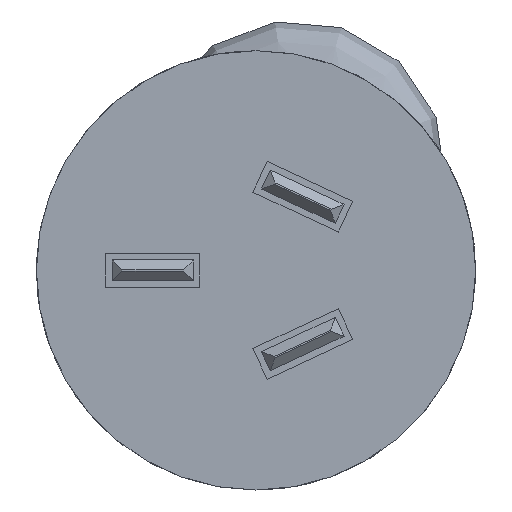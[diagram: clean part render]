
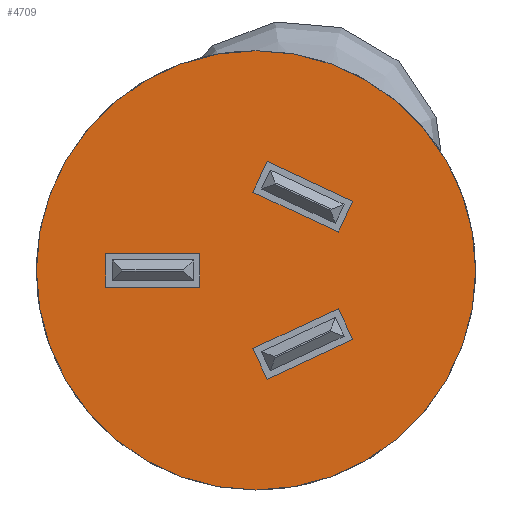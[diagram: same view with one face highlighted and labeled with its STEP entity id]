
A CAD part, left-side view. The second image highlights one B-rep face of the part: STEP entity #4709.
In plain terms, the highlighted face is planar.
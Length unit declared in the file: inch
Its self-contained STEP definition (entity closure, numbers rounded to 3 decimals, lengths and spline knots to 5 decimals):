
#19 = EDGE_CURVE ( 'NONE', #6554, #4377, #7362, .T. ) ;
#23 = CIRCLE ( 'NONE', #265, 0.675 ) ;
#75 = VECTOR ( 'NONE', #2702, 39.37008 ) ;
#104 = DIRECTION ( 'NONE',  ( -0.423, -0.906, 0. ) ) ;
#167 = EDGE_CURVE ( 'NONE', #6721, #7020, #5379, .T. ) ;
#208 = CARTESIAN_POINT ( 'NONE',  ( 0.24033, 0.00971, -1.9685 ) ) ;
#212 = EDGE_CURVE ( 'NONE', #4365, #7864, #7987, .T. ) ;
#265 = AXIS2_PLACEMENT_3D ( 'NONE', #1366, #3267, #3841 ) ;
#296 = ORIENTED_EDGE ( 'NONE', *, *, #212, .F. ) ;
#811 = EDGE_CURVE ( 'NONE', #1227, #3338, #4183, .T. ) ;
#899 = VECTOR ( 'NONE', #948, 39.37008 ) ;
#905 = CARTESIAN_POINT ( 'NONE',  ( 0.11777, -0.25312, -1.9685 ) ) ;
#948 = DIRECTION ( 'NONE',  ( 0.423, 0.906, 0. ) ) ;
#1072 = ORIENTED_EDGE ( 'NONE', *, *, #1742, .F. ) ;
#1227 = VERTEX_POINT ( 'NONE', #1416 ) ;
#1251 = DIRECTION ( 'NONE',  ( -0.906, -0.423, 0. ) ) ;
#1366 = CARTESIAN_POINT ( 'NONE',  ( 0., 0., -1.9685 ) ) ;
#1386 = AXIS2_PLACEMENT_3D ( 'NONE', #2392, #3004, #4199 ) ;
#1416 = CARTESIAN_POINT ( 'NONE',  ( 0.05209, 0.46236, -1.9685 ) ) ;
#1468 = VECTOR ( 'NONE', #104, 39.37008 ) ;
#1528 = DIRECTION ( 'NONE',  ( -1., 0., 0. ) ) ;
#1561 = VECTOR ( 'NONE', #7228, 39.37008 ) ;
#1689 = VECTOR ( 'NONE', #3596, 39.37008 ) ;
#1741 = FACE_BOUND ( 'NONE', #5569, .T. ) ;
#1742 = EDGE_CURVE ( 'NONE', #3338, #6554, #4103, .T. ) ;
#1775 = LINE ( 'NONE', #2960, #3720 ) ;
#2117 = VERTEX_POINT ( 'NONE', #4659 ) ;
#2200 = VECTOR ( 'NONE', #5275, 39.37008 ) ;
#2231 = EDGE_CURVE ( 'NONE', #4581, #3174, #5893, .T. ) ;
#2368 = EDGE_CURVE ( 'NONE', #7377, #2551, #6131, .T. ) ;
#2381 = CARTESIAN_POINT ( 'NONE',  ( -0.21218, -0.29714, -1.9685 ) ) ;
#2392 = CARTESIAN_POINT ( 'NONE',  ( 0., 0., -1.9685 ) ) ;
#2407 = ORIENTED_EDGE ( 'NONE', *, *, #2231, .F. ) ;
#2551 = VERTEX_POINT ( 'NONE', #7862 ) ;
#2597 = VECTOR ( 'NONE', #4307, 39.37008 ) ;
#2702 = DIRECTION ( 'NONE',  ( 0.906, -0.423, 0. ) ) ;
#2728 = FACE_BOUND ( 'NONE', #5280, .T. ) ;
#2768 = CARTESIAN_POINT ( 'NONE',  ( -0.33474, -0.03431, -1.9685 ) ) ;
#2772 = ORIENTED_EDGE ( 'NONE', *, *, #19, .F. ) ;
#2960 = CARTESIAN_POINT ( 'NONE',  ( 0.05209, 0.46236, -1.9685 ) ) ;
#3004 = DIRECTION ( 'NONE',  ( 0., 0., 1. ) ) ;
#3031 = LINE ( 'NONE', #5425, #2597 ) ;
#3174 = VERTEX_POINT ( 'NONE', #4186 ) ;
#3210 = EDGE_CURVE ( 'NONE', #5244, #6721, #3031, .T. ) ;
#3240 = VECTOR ( 'NONE', #7973, 39.37008 ) ;
#3267 = DIRECTION ( 'NONE',  ( 0., 0., 1. ) ) ;
#3285 = CARTESIAN_POINT ( 'NONE',  ( 0.33474, -0.03431, -1.9685 ) ) ;
#3318 = EDGE_CURVE ( 'NONE', #2551, #4581, #5464, .T. ) ;
#3338 = VERTEX_POINT ( 'NONE', #4850 ) ;
#3390 = CARTESIAN_POINT ( 'NONE',  ( 0.11777, -0.25312, -1.9685 ) ) ;
#3553 = CARTESIAN_POINT ( 'NONE',  ( 0.05209, 0.17236, -1.9685 ) ) ;
#3596 = DIRECTION ( 'NONE',  ( 0., 1., 0. ) ) ;
#3604 = FACE_OUTER_BOUND ( 'NONE', #3874, .T. ) ;
#3614 = EDGE_CURVE ( 'NONE', #3174, #7377, #4721, .T. ) ;
#3692 = ORIENTED_EDGE ( 'NONE', *, *, #5179, .F. ) ;
#3720 = VECTOR ( 'NONE', #4278, 39.37008 ) ;
#3841 = DIRECTION ( 'NONE',  ( 1., 0., 0. ) ) ;
#3874 = EDGE_LOOP ( 'NONE', ( #296, #4019 ) ) ;
#3885 = VECTOR ( 'NONE', #1251, 39.37008 ) ;
#4019 = ORIENTED_EDGE ( 'NONE', *, *, #7911, .F. ) ;
#4103 = LINE ( 'NONE', #6608, #4692 ) ;
#4183 = LINE ( 'NONE', #3553, #6010 ) ;
#4186 = CARTESIAN_POINT ( 'NONE',  ( -0.24033, 0.00971, -1.9685 ) ) ;
#4191 = ORIENTED_EDGE ( 'NONE', *, *, #3210, .F. ) ;
#4199 = DIRECTION ( 'NONE',  ( 1., 0., 0. ) ) ;
#4247 = ORIENTED_EDGE ( 'NONE', *, *, #811, .F. ) ;
#4278 = DIRECTION ( 'NONE',  ( 1., 0., 0. ) ) ;
#4307 = DIRECTION ( 'NONE',  ( -0.906, 0.423, 0. ) ) ;
#4363 = CARTESIAN_POINT ( 'NONE',  ( -0.11777, -0.25312, -1.9685 ) ) ;
#4365 = VERTEX_POINT ( 'NONE', #6230 ) ;
#4377 = VERTEX_POINT ( 'NONE', #5045 ) ;
#4426 = AXIS2_PLACEMENT_3D ( 'NONE', #5860, #5331, #7841 ) ;
#4472 = CARTESIAN_POINT ( 'NONE',  ( 0.675, 0., -1.9685 ) ) ;
#4574 = LINE ( 'NONE', #3285, #1468 ) ;
#4581 = VERTEX_POINT ( 'NONE', #5076 ) ;
#4643 = LINE ( 'NONE', #208, #75 ) ;
#4659 = CARTESIAN_POINT ( 'NONE',  ( 0.33474, -0.03431, -1.9685 ) ) ;
#4692 = VECTOR ( 'NONE', #1528, 39.37008 ) ;
#4709 = ADVANCED_FACE ( 'NONE', ( #1741, #2728, #6052, #3604 ), #7748, .F. ) ;
#4710 = ORIENTED_EDGE ( 'NONE', *, *, #4824, .F. ) ;
#4721 = LINE ( 'NONE', #5981, #1561 ) ;
#4824 = EDGE_CURVE ( 'NONE', #4377, #1227, #1775, .T. ) ;
#4850 = CARTESIAN_POINT ( 'NONE',  ( 0.05209, 0.17236, -1.9685 ) ) ;
#4983 = CARTESIAN_POINT ( 'NONE',  ( -0.05209, 0.17236, -1.9685 ) ) ;
#5045 = CARTESIAN_POINT ( 'NONE',  ( -0.05209, 0.46236, -1.9685 ) ) ;
#5076 = CARTESIAN_POINT ( 'NONE',  ( -0.33474, -0.03431, -1.9685 ) ) ;
#5179 = EDGE_CURVE ( 'NONE', #7020, #2117, #4643, .T. ) ;
#5244 = VERTEX_POINT ( 'NONE', #6731 ) ;
#5275 = DIRECTION ( 'NONE',  ( 0.906, 0.423, 0. ) ) ;
#5280 = EDGE_LOOP ( 'NONE', ( #5896, #2407, #6986, #7569 ) ) ;
#5331 = DIRECTION ( 'NONE',  ( 0., 0., 1. ) ) ;
#5379 = LINE ( 'NONE', #3390, #899 ) ;
#5425 = CARTESIAN_POINT ( 'NONE',  ( 0.21218, -0.29714, -1.9685 ) ) ;
#5464 = LINE ( 'NONE', #2381, #3240 ) ;
#5569 = EDGE_LOOP ( 'NONE', ( #2772, #1072, #4247, #4710 ) ) ;
#5860 = CARTESIAN_POINT ( 'NONE',  ( 0., 0., -1.9685 ) ) ;
#5893 = LINE ( 'NONE', #2768, #2200 ) ;
#5896 = ORIENTED_EDGE ( 'NONE', *, *, #3614, .F. ) ;
#5981 = CARTESIAN_POINT ( 'NONE',  ( -0.24033, 0.00971, -1.9685 ) ) ;
#6010 = VECTOR ( 'NONE', #7971, 39.37008 ) ;
#6052 = FACE_BOUND ( 'NONE', #6427, .T. ) ;
#6079 = CARTESIAN_POINT ( 'NONE',  ( -0.05209, 0.17236, -1.9685 ) ) ;
#6131 = LINE ( 'NONE', #4363, #3885 ) ;
#6230 = CARTESIAN_POINT ( 'NONE',  ( -0.675, 0., -1.9685 ) ) ;
#6427 = EDGE_LOOP ( 'NONE', ( #7107, #4191, #7300, #3692 ) ) ;
#6554 = VERTEX_POINT ( 'NONE', #4983 ) ;
#6608 = CARTESIAN_POINT ( 'NONE',  ( 0.05209, 0.17236, -1.9685 ) ) ;
#6721 = VERTEX_POINT ( 'NONE', #905 ) ;
#6731 = CARTESIAN_POINT ( 'NONE',  ( 0.21218, -0.29714, -1.9685 ) ) ;
#6986 = ORIENTED_EDGE ( 'NONE', *, *, #3318, .F. ) ;
#7020 = VERTEX_POINT ( 'NONE', #8088 ) ;
#7107 = ORIENTED_EDGE ( 'NONE', *, *, #167, .F. ) ;
#7228 = DIRECTION ( 'NONE',  ( 0.423, -0.906, 0. ) ) ;
#7300 = ORIENTED_EDGE ( 'NONE', *, *, #7633, .F. ) ;
#7362 = LINE ( 'NONE', #6079, #1689 ) ;
#7377 = VERTEX_POINT ( 'NONE', #7419 ) ;
#7419 = CARTESIAN_POINT ( 'NONE',  ( -0.11777, -0.25312, -1.9685 ) ) ;
#7569 = ORIENTED_EDGE ( 'NONE', *, *, #2368, .F. ) ;
#7633 = EDGE_CURVE ( 'NONE', #2117, #5244, #4574, .T. ) ;
#7748 = PLANE ( 'NONE',  #1386 ) ;
#7841 = DIRECTION ( 'NONE',  ( 1., 0., 0. ) ) ;
#7862 = CARTESIAN_POINT ( 'NONE',  ( -0.21218, -0.29714, -1.9685 ) ) ;
#7864 = VERTEX_POINT ( 'NONE', #4472 ) ;
#7911 = EDGE_CURVE ( 'NONE', #7864, #4365, #23, .T. ) ;
#7971 = DIRECTION ( 'NONE',  ( 0., -1., 0. ) ) ;
#7973 = DIRECTION ( 'NONE',  ( -0.423, 0.906, 0. ) ) ;
#7987 = CIRCLE ( 'NONE', #4426, 0.675 ) ;
#8088 = CARTESIAN_POINT ( 'NONE',  ( 0.24033, 0.00971, -1.9685 ) ) ;
